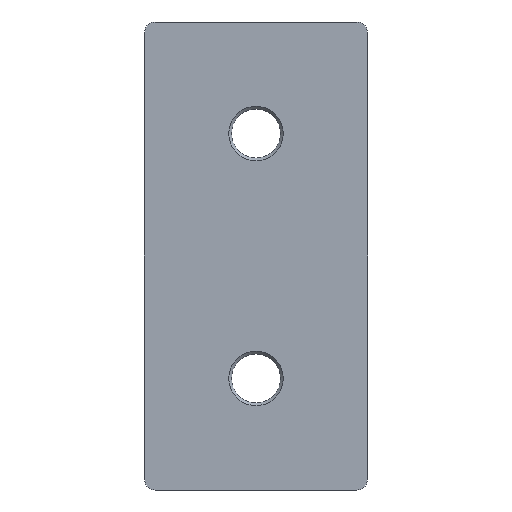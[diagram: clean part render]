
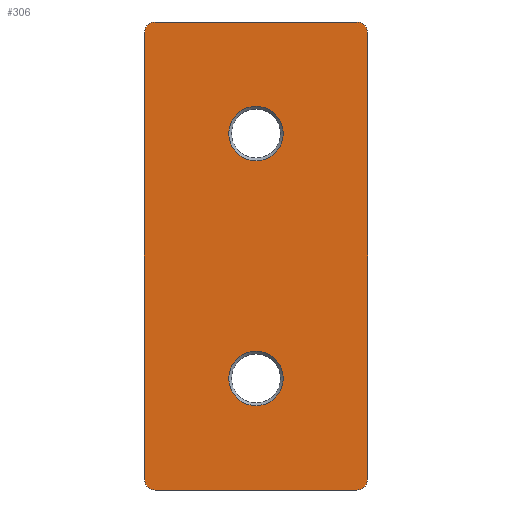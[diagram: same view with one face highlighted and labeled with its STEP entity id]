
A CAD part, front view. The second image highlights one B-rep face of the part: STEP entity #306.
In plain terms, the highlighted planar face has unit normal (0, -1, 0).
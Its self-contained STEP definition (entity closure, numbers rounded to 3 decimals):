
#2 = EDGE_CURVE ( 'NONE', #470, #788, #797, .T. ) ;
#15 = CARTESIAN_POINT ( 'NONE',  ( 18.5, 0., -41. ) ) ;
#18 = EDGE_CURVE ( 'NONE', #94, #138, #242, .T. ) ;
#59 = CARTESIAN_POINT ( 'NONE',  ( -18.5, 0., 41. ) ) ;
#64 = DIRECTION ( 'NONE',  ( 0., 0., -1. ) ) ;
#66 = EDGE_CURVE ( 'NONE', #280, #109, #838, .T. ) ;
#72 = DIRECTION ( 'NONE',  ( 0., 1., 0. ) ) ;
#81 = DIRECTION ( 'NONE',  ( 0., 0., -1. ) ) ;
#85 = LINE ( 'NONE', #692, #459 ) ;
#94 = VERTEX_POINT ( 'NONE', #621 ) ;
#109 = VERTEX_POINT ( 'NONE', #708 ) ;
#125 = VERTEX_POINT ( 'NONE', #776 ) ;
#126 = CIRCLE ( 'NONE', #606, 5. ) ;
#131 = EDGE_CURVE ( 'NONE', #788, #470, #126, .T. ) ;
#135 = CARTESIAN_POINT ( 'NONE',  ( -20.5, 0., 43. ) ) ;
#138 = VERTEX_POINT ( 'NONE', #158 ) ;
#152 = CARTESIAN_POINT ( 'NONE',  ( -20.5, 0., 43. ) ) ;
#155 = CARTESIAN_POINT ( 'NONE',  ( -18.5, 0., 43. ) ) ;
#158 = CARTESIAN_POINT ( 'NONE',  ( 0., 0., 17.5 ) ) ;
#159 = EDGE_CURVE ( 'NONE', #665, #252, #403, .T. ) ;
#162 = DIRECTION ( 'NONE',  ( 0., 0., -1. ) ) ;
#183 = AXIS2_PLACEMENT_3D ( 'NONE', #408, #612, #821 ) ;
#215 = CARTESIAN_POINT ( 'NONE',  ( -20.5, 0., -43. ) ) ;
#242 = CIRCLE ( 'NONE', #670, 5. ) ;
#244 = VECTOR ( 'NONE', #699, 1000. ) ;
#250 = EDGE_LOOP ( 'NONE', ( #678, #766 ) ) ;
#252 = VERTEX_POINT ( 'NONE', #578 ) ;
#253 = PLANE ( 'NONE',  #756 ) ;
#254 = CIRCLE ( 'NONE', #490, 2. ) ;
#271 = ORIENTED_EDGE ( 'NONE', *, *, #18, .F. ) ;
#276 = ORIENTED_EDGE ( 'NONE', *, *, #66, .F. ) ;
#278 = DIRECTION ( 'NONE',  ( 0., 0., 1. ) ) ;
#280 = VERTEX_POINT ( 'NONE', #731 ) ;
#281 = DIRECTION ( 'NONE',  ( 0., 0., -1. ) ) ;
#283 = DIRECTION ( 'NONE',  ( 0., 1., 0. ) ) ;
#288 = ORIENTED_EDGE ( 'NONE', *, *, #464, .F. ) ;
#295 = EDGE_CURVE ( 'NONE', #125, #686, #814, .T. ) ;
#296 = LINE ( 'NONE', #152, #556 ) ;
#306 = ADVANCED_FACE ( 'NONE', ( #526, #802, #684 ), #253, .F. ) ;
#313 = VECTOR ( 'NONE', #629, 1000. ) ;
#315 = CIRCLE ( 'NONE', #628, 5. ) ;
#344 = ORIENTED_EDGE ( 'NONE', *, *, #502, .F. ) ;
#351 = DIRECTION ( 'NONE',  ( 0., -1., 0. ) ) ;
#357 = CARTESIAN_POINT ( 'NONE',  ( 18.5, 0., 41. ) ) ;
#373 = DIRECTION ( 'NONE',  ( 0., 0., -1. ) ) ;
#397 = DIRECTION ( 'NONE',  ( 0., 0., -1. ) ) ;
#403 = CIRCLE ( 'NONE', #625, 2. ) ;
#408 = CARTESIAN_POINT ( 'NONE',  ( 0., 0., -22.5 ) ) ;
#417 = EDGE_LOOP ( 'NONE', ( #288, #808, #546, #443, #344, #721, #276, #630 ) ) ;
#428 = CARTESIAN_POINT ( 'NONE',  ( 0., 0., -22.5 ) ) ;
#443 = ORIENTED_EDGE ( 'NONE', *, *, #295, .F. ) ;
#445 = EDGE_CURVE ( 'NONE', #686, #665, #497, .T. ) ;
#452 = EDGE_CURVE ( 'NONE', #109, #732, #539, .T. ) ;
#459 = VECTOR ( 'NONE', #615, 1000. ) ;
#464 = EDGE_CURVE ( 'NONE', #252, #657, #85, .T. ) ;
#467 = CARTESIAN_POINT ( 'NONE',  ( 20.5, 0., -41. ) ) ;
#470 = VERTEX_POINT ( 'NONE', #768 ) ;
#490 = AXIS2_PLACEMENT_3D ( 'NONE', #15, #640, #281 ) ;
#497 = LINE ( 'NONE', #763, #244 ) ;
#502 = EDGE_CURVE ( 'NONE', #732, #125, #296, .T. ) ;
#526 = FACE_BOUND ( 'NONE', #250, .T. ) ;
#539 = CIRCLE ( 'NONE', #841, 2. ) ;
#546 = ORIENTED_EDGE ( 'NONE', *, *, #445, .F. ) ;
#556 = VECTOR ( 'NONE', #278, 1000. ) ;
#563 = CARTESIAN_POINT ( 'NONE',  ( 0., 0., -17.5 ) ) ;
#578 = CARTESIAN_POINT ( 'NONE',  ( 20.5, 0., 41. ) ) ;
#591 = AXIS2_PLACEMENT_3D ( 'NONE', #59, #594, #397 ) ;
#594 = DIRECTION ( 'NONE',  ( 0., 1., 0. ) ) ;
#606 = AXIS2_PLACEMENT_3D ( 'NONE', #428, #351, #830 ) ;
#610 = DIRECTION ( 'NONE',  ( 0., 0., 1. ) ) ;
#612 = DIRECTION ( 'NONE',  ( 0., -1., 0. ) ) ;
#615 = DIRECTION ( 'NONE',  ( 0., 0., -1. ) ) ;
#621 = CARTESIAN_POINT ( 'NONE',  ( 0., 0., 27.5 ) ) ;
#625 = AXIS2_PLACEMENT_3D ( 'NONE', #357, #724, #373 ) ;
#628 = AXIS2_PLACEMENT_3D ( 'NONE', #837, #772, #162 ) ;
#629 = DIRECTION ( 'NONE',  ( -1., 0., 0. ) ) ;
#630 = ORIENTED_EDGE ( 'NONE', *, *, #770, .F. ) ;
#631 = CARTESIAN_POINT ( 'NONE',  ( 18.5, 0., 43. ) ) ;
#640 = DIRECTION ( 'NONE',  ( 0., 1., 0. ) ) ;
#657 = VERTEX_POINT ( 'NONE', #467 ) ;
#665 = VERTEX_POINT ( 'NONE', #631 ) ;
#670 = AXIS2_PLACEMENT_3D ( 'NONE', #676, #735, #64 ) ;
#676 = CARTESIAN_POINT ( 'NONE',  ( 0., 0., 22.5 ) ) ;
#678 = ORIENTED_EDGE ( 'NONE', *, *, #2, .F. ) ;
#684 = FACE_OUTER_BOUND ( 'NONE', #417, .T. ) ;
#686 = VERTEX_POINT ( 'NONE', #155 ) ;
#692 = CARTESIAN_POINT ( 'NONE',  ( 20.5, 0., 43. ) ) ;
#696 = CARTESIAN_POINT ( 'NONE',  ( -18.5, 0., -41. ) ) ;
#699 = DIRECTION ( 'NONE',  ( 1., 0., 0. ) ) ;
#702 = CARTESIAN_POINT ( 'NONE',  ( -20.5, 0., -41. ) ) ;
#708 = CARTESIAN_POINT ( 'NONE',  ( -18.5, 0., -43. ) ) ;
#721 = ORIENTED_EDGE ( 'NONE', *, *, #452, .F. ) ;
#724 = DIRECTION ( 'NONE',  ( 0., 1., 0. ) ) ;
#729 = EDGE_LOOP ( 'NONE', ( #832, #271 ) ) ;
#731 = CARTESIAN_POINT ( 'NONE',  ( 18.5, 0., -43. ) ) ;
#732 = VERTEX_POINT ( 'NONE', #702 ) ;
#735 = DIRECTION ( 'NONE',  ( 0., -1., 0. ) ) ;
#756 = AXIS2_PLACEMENT_3D ( 'NONE', #135, #72, #610 ) ;
#763 = CARTESIAN_POINT ( 'NONE',  ( -20.5, 0., 43. ) ) ;
#766 = ORIENTED_EDGE ( 'NONE', *, *, #131, .F. ) ;
#768 = CARTESIAN_POINT ( 'NONE',  ( 0., 0., -27.5 ) ) ;
#770 = EDGE_CURVE ( 'NONE', #657, #280, #254, .T. ) ;
#772 = DIRECTION ( 'NONE',  ( 0., -1., 0. ) ) ;
#776 = CARTESIAN_POINT ( 'NONE',  ( -20.5, 0., 41. ) ) ;
#788 = VERTEX_POINT ( 'NONE', #563 ) ;
#797 = CIRCLE ( 'NONE', #183, 5. ) ;
#801 = EDGE_CURVE ( 'NONE', #138, #94, #315, .T. ) ;
#802 = FACE_BOUND ( 'NONE', #729, .T. ) ;
#808 = ORIENTED_EDGE ( 'NONE', *, *, #159, .F. ) ;
#814 = CIRCLE ( 'NONE', #591, 2. ) ;
#821 = DIRECTION ( 'NONE',  ( 0., 0., -1. ) ) ;
#830 = DIRECTION ( 'NONE',  ( 0., 0., -1. ) ) ;
#832 = ORIENTED_EDGE ( 'NONE', *, *, #801, .F. ) ;
#837 = CARTESIAN_POINT ( 'NONE',  ( 0., 0., 22.5 ) ) ;
#838 = LINE ( 'NONE', #215, #313 ) ;
#841 = AXIS2_PLACEMENT_3D ( 'NONE', #696, #283, #81 ) ;
